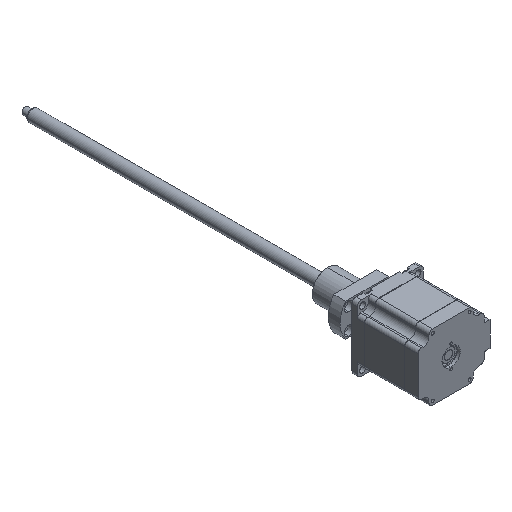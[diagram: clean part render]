
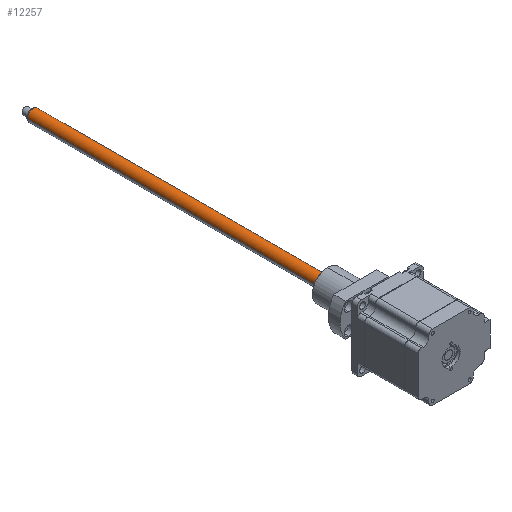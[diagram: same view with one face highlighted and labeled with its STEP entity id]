
A CAD part, isometric view. The second image highlights one B-rep face of the part: STEP entity #12257.
In plain terms, the highlighted cylindrical face has radius 5 mm (diameter 10 mm), a partial arc.
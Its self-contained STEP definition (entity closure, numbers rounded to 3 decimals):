
#87 = EDGE_LOOP ( 'NONE', ( #7964, #7241, #5265, #1099 ) ) ;
#93 = AXIS2_PLACEMENT_3D ( 'NONE', #12185, #6397, #550 ) ;
#550 = DIRECTION ( 'NONE',  ( -1., 0., 0.004 ) ) ;
#568 = CARTESIAN_POINT ( 'NONE',  ( -11.379, 283.328, 63.632 ) ) ;
#790 = DIRECTION ( 'NONE',  ( 1., 0., -0.004 ) ) ;
#1099 = ORIENTED_EDGE ( 'NONE', *, *, #9212, .F. ) ;
#1740 = CARTESIAN_POINT ( 'NONE',  ( -21.379, 284.328, 63.668 ) ) ;
#2024 = AXIS2_PLACEMENT_3D ( 'NONE', #11598, #5818, #12570 ) ;
#2355 = LINE ( 'NONE', #1740, #6879 ) ;
#3322 = VECTOR ( 'NONE', #5995, 1000. ) ;
#3913 = CARTESIAN_POINT ( 'NONE',  ( -21.379, -15.672, 63.668 ) ) ;
#5004 = CARTESIAN_POINT ( 'NONE',  ( -11.379, -15.672, 63.632 ) ) ;
#5033 = CARTESIAN_POINT ( 'NONE',  ( -11.379, 284.328, 63.632 ) ) ;
#5265 = ORIENTED_EDGE ( 'NONE', *, *, #9547, .T. ) ;
#5569 = VERTEX_POINT ( 'NONE', #8905 ) ;
#5818 = DIRECTION ( 'NONE',  ( 0., -1., 0. ) ) ;
#5979 = CIRCLE ( 'NONE', #7431, 5. ) ;
#5995 = DIRECTION ( 'NONE',  ( 0., -1., 0. ) ) ;
#6397 = DIRECTION ( 'NONE',  ( 0., -1., 0. ) ) ;
#6633 = DIRECTION ( 'NONE',  ( 0., -1., 0. ) ) ;
#6766 = VERTEX_POINT ( 'NONE', #5004 ) ;
#6879 = VECTOR ( 'NONE', #10454, 1000. ) ;
#7241 = ORIENTED_EDGE ( 'NONE', *, *, #8569, .T. ) ;
#7299 = EDGE_CURVE ( 'NONE', #8982, #6766, #8436, .T. ) ;
#7431 = AXIS2_PLACEMENT_3D ( 'NONE', #12422, #6633, #790 ) ;
#7964 = ORIENTED_EDGE ( 'NONE', *, *, #7299, .F. ) ;
#8436 = LINE ( 'NONE', #5033, #3322 ) ;
#8569 = EDGE_CURVE ( 'NONE', #8982, #5569, #5979, .T. ) ;
#8836 = CIRCLE ( 'NONE', #2024, 5. ) ;
#8905 = CARTESIAN_POINT ( 'NONE',  ( -21.379, 283.328, 63.668 ) ) ;
#8982 = VERTEX_POINT ( 'NONE', #568 ) ;
#9212 = EDGE_CURVE ( 'NONE', #6766, #12480, #8836, .T. ) ;
#9547 = EDGE_CURVE ( 'NONE', #5569, #12480, #2355, .T. ) ;
#10159 = FACE_OUTER_BOUND ( 'NONE', #87, .T. ) ;
#10454 = DIRECTION ( 'NONE',  ( 0., -1., 0. ) ) ;
#11598 = CARTESIAN_POINT ( 'NONE',  ( -16.379, -15.672, 63.65 ) ) ;
#12137 = CYLINDRICAL_SURFACE ( 'NONE', #93, 5. ) ;
#12185 = CARTESIAN_POINT ( 'NONE',  ( -16.379, 284.328, 63.65 ) ) ;
#12257 = ADVANCED_FACE ( 'NONE', ( #10159 ), #12137, .T. ) ;
#12422 = CARTESIAN_POINT ( 'NONE',  ( -16.379, 283.328, 63.65 ) ) ;
#12480 = VERTEX_POINT ( 'NONE', #3913 ) ;
#12570 = DIRECTION ( 'NONE',  ( -1., 0., 0.004 ) ) ;
